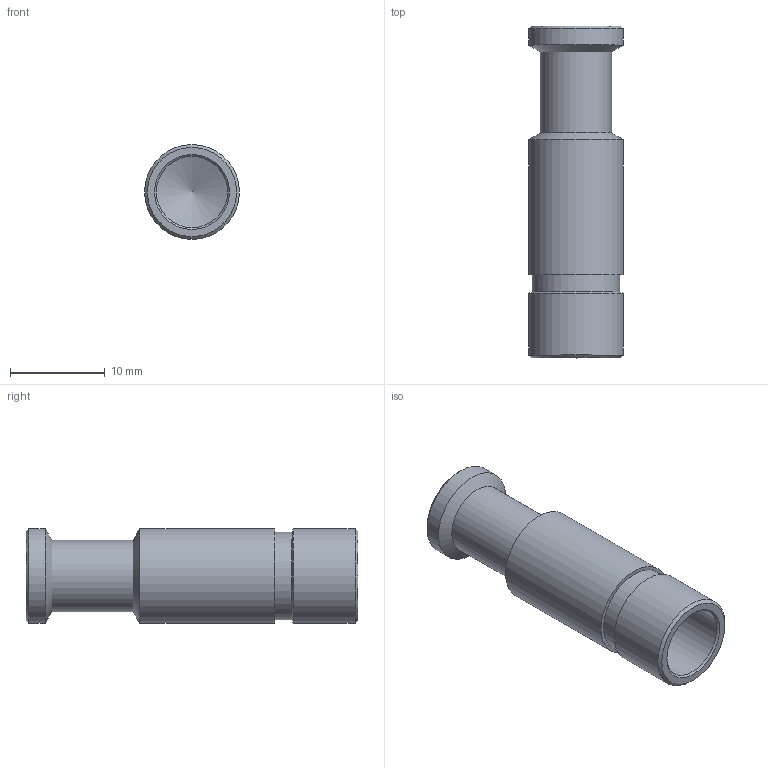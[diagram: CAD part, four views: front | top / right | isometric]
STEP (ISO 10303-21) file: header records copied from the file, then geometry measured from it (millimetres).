
FILE_DESCRIPTION( ( 'STEP AP214' ), '1' );
FILE_NAME( 'psolqas_11836_28.stp', '2020-12-01T17:08:05', ( 'License CC BY-ND 4.0' ), ( 'CADENAS' ), ' ', 'PARTsolutions', ' ' );
FILE_SCHEMA( ( 'AUTOMOTIVE_DESIGN { 1 0 10303 214 1 1 1 1 }' ) );
Length unit declared in the file: metre
Products named in the file (1): NONE
Bounding box: 10 x 35 x 10 mm (x, y, z)
Volume: 1408.6 mm3; surface area: 1746.3 mm2
Topology: 1 solids, 1 shells, 16 faces, 29 edges, 16 vertices
Faces by surface type: cone 7, cylinder 6, plane 3
Full cylindrical faces by diameter (mm): 7.5 x2, 9.2 x1, 10 x3
Entity records: 462 total; most frequent: DIRECTION 64, CARTESIAN_POINT 48, AXIS2_PLACEMENT_3D 32, EDGE_LOOP 30, ORIENTED_EDGE 30, FACE_OUTER_BOUND 22, STYLED_ITEM 16, PRESENTATION_STYLE_ASSIGNMENT 16
